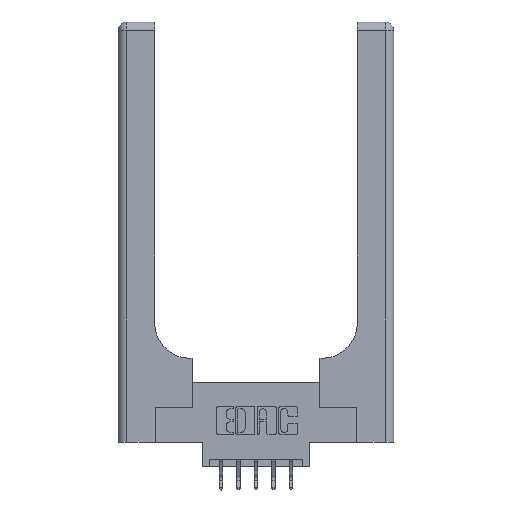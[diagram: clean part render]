
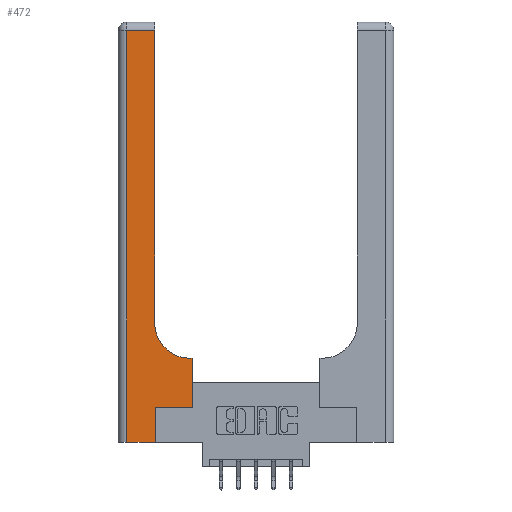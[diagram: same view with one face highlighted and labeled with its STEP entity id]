
A CAD part, top view. The second image highlights one B-rep face of the part: STEP entity #472.
In plain terms, the highlighted planar face has unit normal (0, 0, 1).
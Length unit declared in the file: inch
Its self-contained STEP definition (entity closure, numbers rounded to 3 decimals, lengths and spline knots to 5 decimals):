
#335 = LINE ( 'NONE', #10736, #2901 ) ;
#346 = LINE ( 'NONE', #8995, #5790 ) ;
#384 = VERTEX_POINT ( 'NONE', #8127 ) ;
#472 = ADVANCED_FACE ( 'NONE', ( #10545 ), #11388, .F. ) ;
#481 = DIRECTION ( 'NONE',  ( 1., 0., 0. ) ) ;
#510 = VECTOR ( 'NONE', #8485, 39.37008 ) ;
#646 = EDGE_CURVE ( 'NONE', #384, #8790, #335, .T. ) ;
#740 = CARTESIAN_POINT ( 'NONE',  ( 0., 3., 0.37 ) ) ;
#895 = DIRECTION ( 'NONE',  ( 0., 1., 0. ) ) ;
#1316 = ORIENTED_EDGE ( 'NONE', *, *, #12671, .T. ) ;
#1322 = CARTESIAN_POINT ( 'NONE',  ( 0.265, 0.25, 0.37 ) ) ;
#1350 = DIRECTION ( 'NONE',  ( 0., 0., -1. ) ) ;
#1440 = CIRCLE ( 'NONE', #8019, 0.25 ) ;
#1614 = CARTESIAN_POINT ( 'NONE',  ( 0.51, 0.6, 0.37 ) ) ;
#1841 = DIRECTION ( 'NONE',  ( -1., 0., 0. ) ) ;
#1947 = VECTOR ( 'NONE', #2488, 39.37008 ) ;
#2034 = CARTESIAN_POINT ( 'NONE',  ( 0.26, 2.94, 0.37 ) ) ;
#2046 = ORIENTED_EDGE ( 'NONE', *, *, #5143, .T. ) ;
#2292 = LINE ( 'NONE', #2540, #1947 ) ;
#2459 = LINE ( 'NONE', #7189, #8468 ) ;
#2470 = LINE ( 'NONE', #12499, #7845 ) ;
#2488 = DIRECTION ( 'NONE',  ( -1., 0., 0. ) ) ;
#2540 = CARTESIAN_POINT ( 'NONE',  ( 0., 2.94, 0.37 ) ) ;
#2901 = VECTOR ( 'NONE', #5487, 39.37008 ) ;
#3002 = ORIENTED_EDGE ( 'NONE', *, *, #4802, .T. ) ;
#3122 = VERTEX_POINT ( 'NONE', #10360 ) ;
#3268 = ORIENTED_EDGE ( 'NONE', *, *, #6646, .T. ) ;
#3663 = ORIENTED_EDGE ( 'NONE', *, *, #646, .T. ) ;
#3734 = ORIENTED_EDGE ( 'NONE', *, *, #7508, .T. ) ;
#3763 = VERTEX_POINT ( 'NONE', #4058 ) ;
#3785 = EDGE_CURVE ( 'NONE', #6993, #3122, #2470, .T. ) ;
#4058 = CARTESIAN_POINT ( 'NONE',  ( 0.528, 0.25, 0.37 ) ) ;
#4106 = LINE ( 'NONE', #13060, #11849 ) ;
#4502 = VERTEX_POINT ( 'NONE', #5290 ) ;
#4724 = DIRECTION ( 'NONE',  ( 0., 1., 0. ) ) ;
#4802 = EDGE_CURVE ( 'NONE', #11276, #6993, #2292, .T. ) ;
#5038 = EDGE_CURVE ( 'NONE', #3763, #11400, #2459, .T. ) ;
#5143 = EDGE_CURVE ( 'NONE', #5373, #4502, #1440, .T. ) ;
#5290 = CARTESIAN_POINT ( 'NONE',  ( 0.26, 0.85, 0.37 ) ) ;
#5360 = CARTESIAN_POINT ( 'NONE',  ( 0.06, 2.94, 0.37 ) ) ;
#5373 = VERTEX_POINT ( 'NONE', #1614 ) ;
#5487 = DIRECTION ( 'NONE',  ( 0., 1., 0. ) ) ;
#5790 = VECTOR ( 'NONE', #13151, 39.37008 ) ;
#5896 = CARTESIAN_POINT ( 'NONE',  ( 0., 0., 0.37 ) ) ;
#6646 = EDGE_CURVE ( 'NONE', #3122, #384, #7129, .T. ) ;
#6765 = AXIS2_PLACEMENT_3D ( 'NONE', #740, #8256, #1841 ) ;
#6993 = VERTEX_POINT ( 'NONE', #5360 ) ;
#7129 = LINE ( 'NONE', #5896, #9579 ) ;
#7189 = CARTESIAN_POINT ( 'NONE',  ( 0.528, 0.25, 0.37 ) ) ;
#7277 = EDGE_CURVE ( 'NONE', #11400, #5373, #346, .T. ) ;
#7480 = ORIENTED_EDGE ( 'NONE', *, *, #5038, .T. ) ;
#7508 = EDGE_CURVE ( 'NONE', #8790, #3763, #9073, .T. ) ;
#7774 = CARTESIAN_POINT ( 'NONE',  ( 0.51, 0.85, 0.37 ) ) ;
#7845 = VECTOR ( 'NONE', #13561, 39.37008 ) ;
#8019 = AXIS2_PLACEMENT_3D ( 'NONE', #7774, #1350, #8825 ) ;
#8127 = CARTESIAN_POINT ( 'NONE',  ( 0.265, 0., 0.37 ) ) ;
#8256 = DIRECTION ( 'NONE',  ( 0., 0., -1. ) ) ;
#8468 = VECTOR ( 'NONE', #895, 39.37008 ) ;
#8485 = DIRECTION ( 'NONE',  ( 1., 0., 0. ) ) ;
#8790 = VERTEX_POINT ( 'NONE', #1322 ) ;
#8825 = DIRECTION ( 'NONE',  ( 1., 0., 0. ) ) ;
#8995 = CARTESIAN_POINT ( 'NONE',  ( 0.26, 0.6, 0.37 ) ) ;
#9073 = LINE ( 'NONE', #11654, #510 ) ;
#9579 = VECTOR ( 'NONE', #481, 39.37008 ) ;
#10360 = CARTESIAN_POINT ( 'NONE',  ( 0.06, 0., 0.37 ) ) ;
#10545 = FACE_OUTER_BOUND ( 'NONE', #11318, .T. ) ;
#10736 = CARTESIAN_POINT ( 'NONE',  ( 0.265, 0., 0.37 ) ) ;
#11276 = VERTEX_POINT ( 'NONE', #2034 ) ;
#11299 = ORIENTED_EDGE ( 'NONE', *, *, #3785, .T. ) ;
#11318 = EDGE_LOOP ( 'NONE', ( #1316, #3002, #11299, #3268, #3663, #3734, #7480, #13754, #2046 ) ) ;
#11388 = PLANE ( 'NONE',  #6765 ) ;
#11400 = VERTEX_POINT ( 'NONE', #12912 ) ;
#11654 = CARTESIAN_POINT ( 'NONE',  ( 0.265, 0.25, 0.37 ) ) ;
#11849 = VECTOR ( 'NONE', #4724, 39.37008 ) ;
#12499 = CARTESIAN_POINT ( 'NONE',  ( 0.06, 3., 0.37 ) ) ;
#12671 = EDGE_CURVE ( 'NONE', #4502, #11276, #4106, .T. ) ;
#12912 = CARTESIAN_POINT ( 'NONE',  ( 0.528, 0.6, 0.37 ) ) ;
#13060 = CARTESIAN_POINT ( 'NONE',  ( 0.26, 3., 0.37 ) ) ;
#13151 = DIRECTION ( 'NONE',  ( -1., 0., 0. ) ) ;
#13561 = DIRECTION ( 'NONE',  ( 0., -1., 0. ) ) ;
#13754 = ORIENTED_EDGE ( 'NONE', *, *, #7277, .T. ) ;
